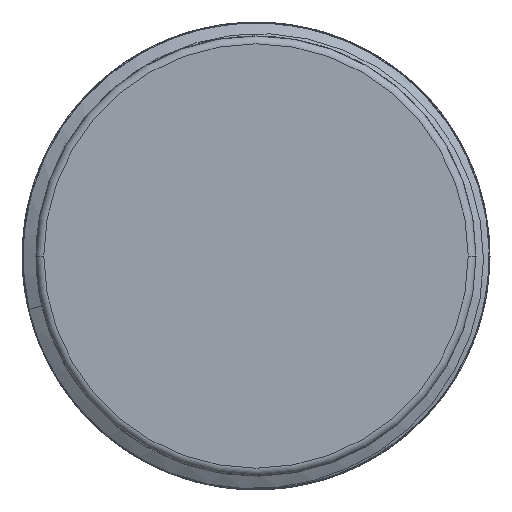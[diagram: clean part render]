
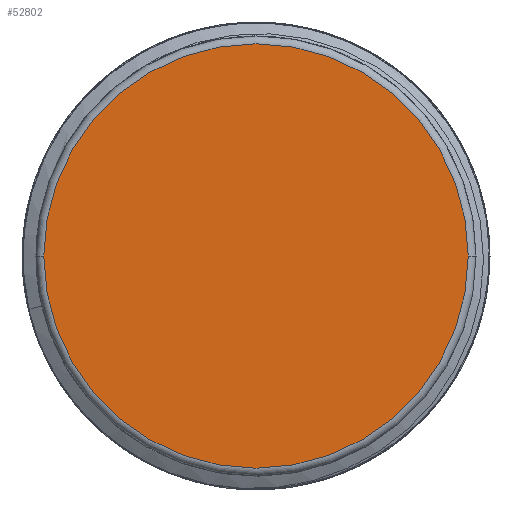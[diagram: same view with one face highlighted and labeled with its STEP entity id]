
A CAD part, left-side view. The second image highlights one B-rep face of the part: STEP entity #52802.
In plain terms, the highlighted planar face has unit normal (-1, 0, 0).
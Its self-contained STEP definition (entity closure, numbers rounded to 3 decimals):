
#11197=CARTESIAN_POINT('',(-12.55,0.,0.75));
#11198=DIRECTION('',(-1.,0.,0.));
#11199=DIRECTION('',(0.,1.,0.));
#11200=AXIS2_PLACEMENT_3D('',#11197,#11198,#11199);
#11202=CARTESIAN_POINT('',(-12.55,0.,0.75));
#11203=DIRECTION('',(-1.,0.,0.));
#11204=DIRECTION('',(0.,-1.,0.));
#11205=AXIS2_PLACEMENT_3D('',#11202,#11203,#11204);
#12685=CARTESIAN_POINT('',(-12.55,-13.535,0.75));
#12686=CARTESIAN_POINT('',(-12.55,13.535,0.75));
#12687=VERTEX_POINT('',#12685);
#12688=VERTEX_POINT('',#12686);
#52792=CARTESIAN_POINT('',(-12.55,7.018,0.75));
#52793=DIRECTION('',(1.,0.,0.));
#52794=DIRECTION('',(0.,1.,0.));
#52795=AXIS2_PLACEMENT_3D('',#52792,#52793,#52794);
#52796=PLANE('',#52795);
#52797=ORIENTED_EDGE('',*,*,#52782,.F.);
#52799=ORIENTED_EDGE('',*,*,#52798,.F.);
#52800=EDGE_LOOP('',(#52797,#52799));
#52801=FACE_OUTER_BOUND('',#52800,.F.);
#52802=ADVANCED_FACE('',(#52801),#52796,.F.);
#11201=CIRCLE('',#11200,13.535);
#11206=CIRCLE('',#11205,13.535);
#52782=EDGE_CURVE('',#12688,#12687,#11201,.T.);
#52798=EDGE_CURVE('',#12687,#12688,#11206,.T.);
